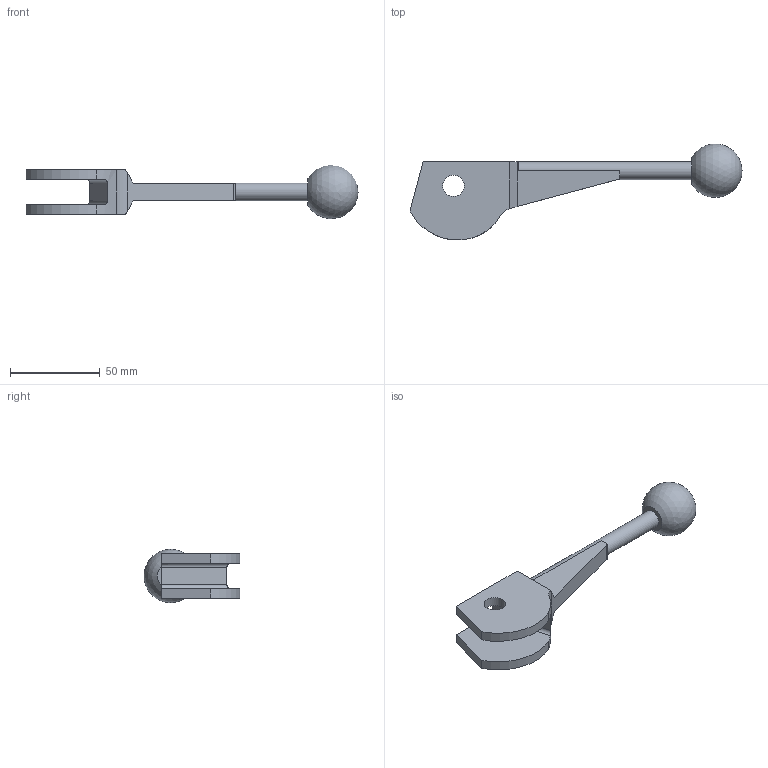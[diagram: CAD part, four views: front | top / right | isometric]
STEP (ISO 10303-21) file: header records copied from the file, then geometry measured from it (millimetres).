
FILE_DESCRIPTION( ( 'STEP AP214' ), '1' );
FILE_NAME( 'K0009.12.stp', '2020-11-24T14:34:20', ( '' ), ( '' ), ' ', 'PARTsolutions', ' ' );
FILE_SCHEMA( ( 'AUTOMOTIVE_DESIGN { 1 0 10303 214 1 1 1 1 }' ) );
Length unit declared in the file: millimetre
Products named in the file (1): _K0009.12
Bounding box: 185.27 x 53.53 x 29.86 mm (x, y, z)
Volume: 56346.9 mm3; surface area: 17174 mm2
Topology: 1 solids, 1 shells, 29 faces, 81 edges, 54 vertices
Faces by surface type: plane 18, cylinder 10, sphere 1
Full cylindrical faces by diameter (mm): 10 x1, 12 x2
Entity records: 1177 total; most frequent: CARTESIAN_POINT 184, DIRECTION 157, ORIENTED_EDGE 148, EDGE_CURVE 74, AXIS2_PLACEMENT_3D 55, VERTEX_POINT 52, LINE 47, VECTOR 47
